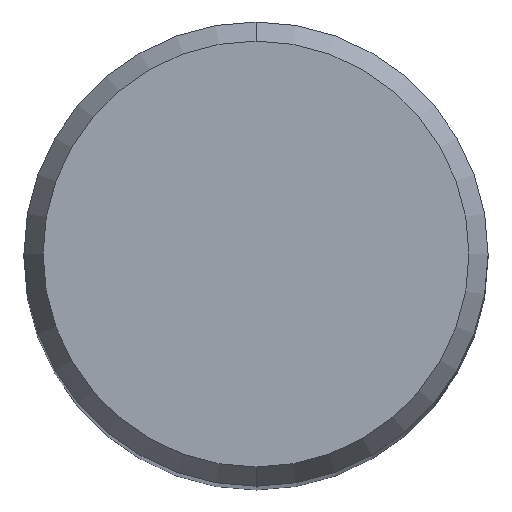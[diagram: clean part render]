
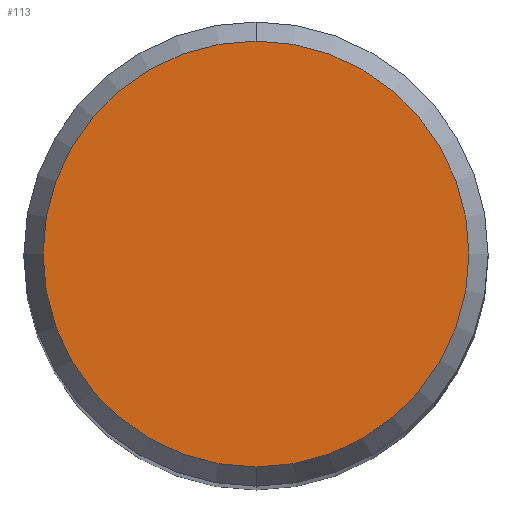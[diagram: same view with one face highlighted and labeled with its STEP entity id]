
A CAD part, top view. The second image highlights one B-rep face of the part: STEP entity #113.
In plain terms, the highlighted planar face has unit normal (0, 0, 1).
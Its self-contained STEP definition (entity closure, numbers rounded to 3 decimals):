
#113=ADVANCED_FACE('',(#265),#266,.T.);
#117=VERTEX_POINT('',#270);
#167=EDGE_CURVE('',#117,#209,#326,.T.);
#209=VERTEX_POINT('',#375);
#215=EDGE_CURVE('',#209,#117,#381,.T.);
#265=FACE_OUTER_BOUND('',#427,.T.);
#266=PLANE('',#428);
#270=CARTESIAN_POINT('',(0.0,5.104,0.0));
#326=CIRCLE('',#506,5.104);
#375=CARTESIAN_POINT('',(0.,-5.104,0.0));
#381=CIRCLE('',#580,5.104);
#427=EDGE_LOOP('',(#614,#615));
#428=AXIS2_PLACEMENT_3D('',#616,#617,#618);
#506=AXIS2_PLACEMENT_3D('',#691,#692,#693);
#580=AXIS2_PLACEMENT_3D('',#766,#767,#768);
#614=ORIENTED_EDGE('',*,*,#167,.F.);
#615=ORIENTED_EDGE('',*,*,#215,.F.);
#616=CARTESIAN_POINT('',(0.0,2.552,0.0));
#617=DIRECTION('',(-0.0,0.0,1.0));
#618=DIRECTION('',(0.0,-1.0,0.0));
#691=CARTESIAN_POINT('',(0.0,0.0,0.0));
#692=DIRECTION('',(0.0,0.0,-1.0));
#693=DIRECTION('',(0.0,1.0,0.0));
#766=CARTESIAN_POINT('',(0.0,0.0,0.0));
#767=DIRECTION('',(0.0,0.0,-1.0));
#768=DIRECTION('',(0.0,1.0,0.0));
